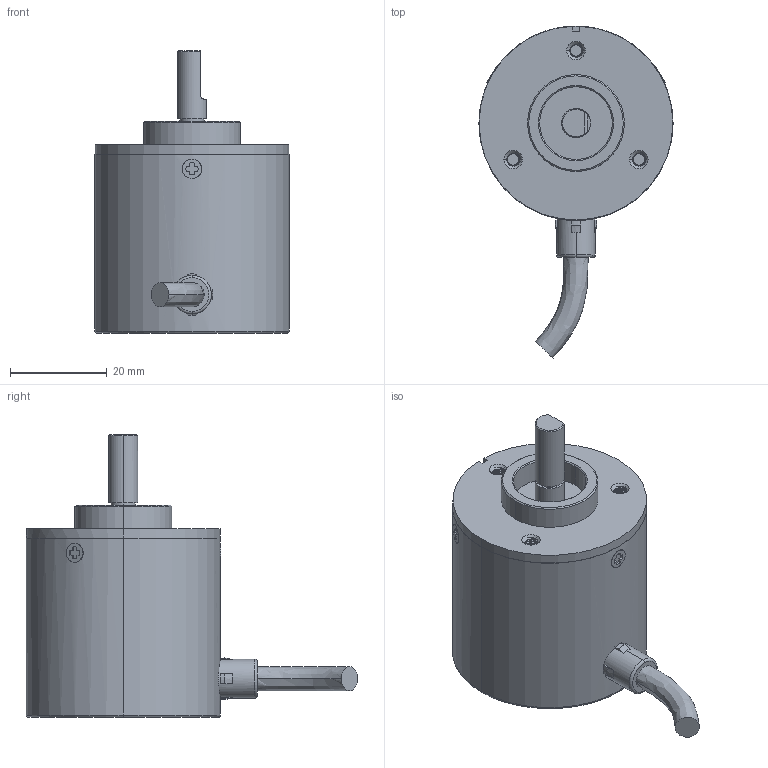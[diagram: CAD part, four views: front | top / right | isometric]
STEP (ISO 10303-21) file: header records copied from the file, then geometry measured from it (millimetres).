
FILE_DESCRIPTION (( 'STEP AP203' ), '1' );
FILE_NAME ('Enkoder YUMO E6B2-CWZ6C.stp_Default_sldprt.STEP', '2023-11-21T14:57:45', ( '' ), ( '' ), 'SwSTEP 2.0', 'SolidWorks 2020', '' );
FILE_SCHEMA (( 'CONFIG_CONTROL_DESIGN' ));
Length unit declared in the file: millimetre
Products named in the file (1): Enkoder YUMO E6B2-CWZ6C.stp_Default_sldprt
Bounding box: 40.1 x 68.5 x 58.4 mm (x, y, z)
Volume: 51037.1 mm3; surface area: 9145.1 mm2
Topology: 1 solids, 1 shells, 229 faces, 600 edges, 392 vertices
Faces by surface type: cylinder 132, plane 65, cone 20, bspline 8, torus 4
Entity records: 11364 total; most frequent: CARTESIAN_POINT 6124, ORIENTED_EDGE 1200, DIRECTION 967, EDGE_CURVE 600, VERTEX_POINT 392, AXIS2_PLACEMENT_3D 351, LINE 265, VECTOR 265
